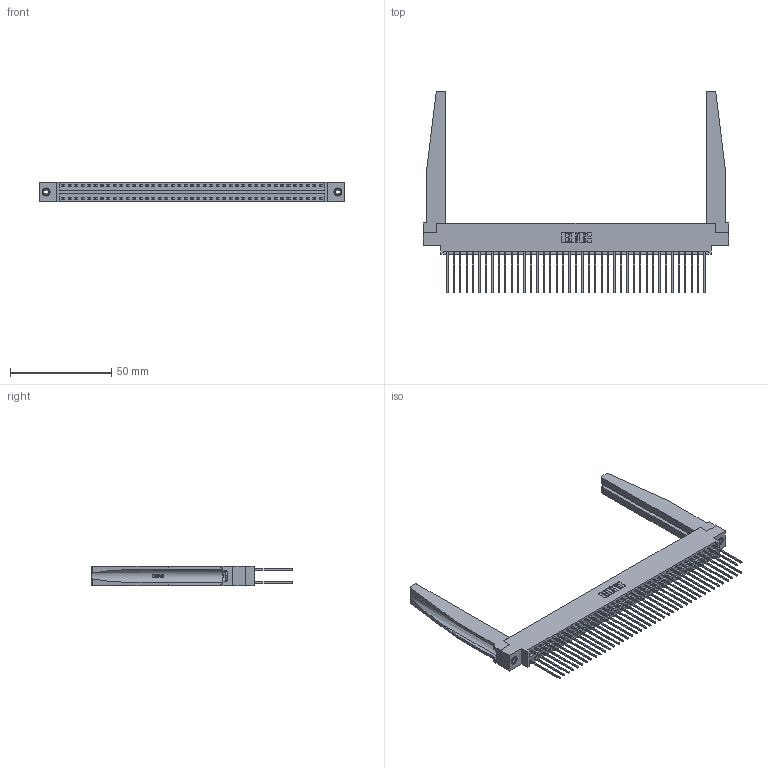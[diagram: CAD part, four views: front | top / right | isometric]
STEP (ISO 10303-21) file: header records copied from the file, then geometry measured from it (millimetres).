
FILE_DESCRIPTION (( 'STEP AP203' ), '1' );
FILE_NAME ('396-082-541-878.STEP', '2019-11-02T14:06:58', ( '' ), ( '' ), 'SwSTEP 2.0', 'SolidWorks 2016', '' );
FILE_SCHEMA (( 'CONFIG_CONTROL_DESIGN' ));
Length unit declared in the file: inch
Products named in the file (5): 346 Part_0.170 Offset - 0.156 Dia-TH; 345-292-001_345-293-141; 346-220-078_345-220-078; 345-250-001_345-250-001-102; 396-082-541-878
Assembly tree (87 placements, depth 2):
  396-082-541-878
    346 Part_0.170 Offset - 0.156 Dia-TH
    345-292-001_345-293-141  x82
    346-220-078_345-220-078  x2
    345-250-001_345-250-001-102  x2
Bounding box: 150.75 x 99.57 x 9.4 mm (x, y, z)
Volume: 21916.8 mm3; surface area: 29587 mm2
Topology: 87 solids, 87 shells, 4624 faces, 13659 edges, 8986 vertices
Faces by surface type: plane 3092, cylinder 1480, bspline 36, cone 12, torus 4
Entity records: 31790 total; most frequent: CARTESIAN_POINT 6179, ORIENTED_EDGE 5002, DIRECTION 4483, EDGE_CURVE 2501, VECTOR 2111, LINE 2111, VERTEX_POINT 1660, AXIS2_PLACEMENT_3D 1186
